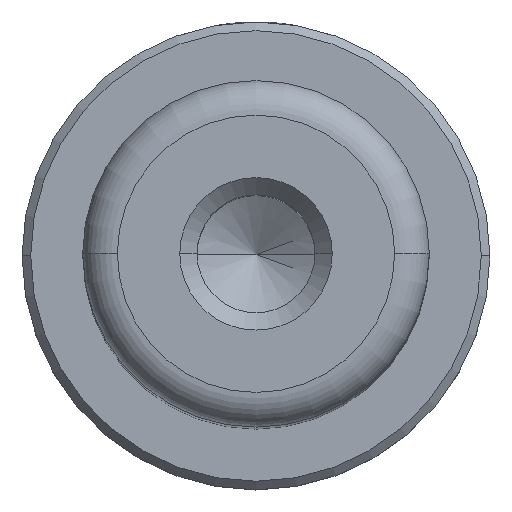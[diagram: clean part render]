
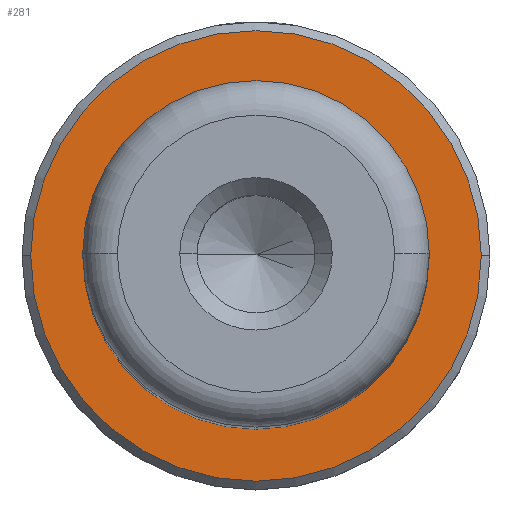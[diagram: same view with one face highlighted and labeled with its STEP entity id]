
A CAD part, top view. The second image highlights one B-rep face of the part: STEP entity #281.
In plain terms, the highlighted planar face has unit normal (0, 0, 1).
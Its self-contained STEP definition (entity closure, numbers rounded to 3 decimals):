
#32 = CARTESIAN_POINT ( 'NONE',  ( 13., 0., 18. ) ) ;
#72 = CIRCLE ( 'NONE', #2081, 9.5 ) ;
#78 = CIRCLE ( 'NONE', #1082, 9.5 ) ;
#120 = EDGE_LOOP ( 'NONE', ( #212, #1638 ) ) ;
#128 = DIRECTION ( 'NONE',  ( 0., 0., -1. ) ) ;
#159 = VERTEX_POINT ( 'NONE', #2105 ) ;
#165 = AXIS2_PLACEMENT_3D ( 'NONE', #215, #1373, #401 ) ;
#169 = VERTEX_POINT ( 'NONE', #1988 ) ;
#195 = AXIS2_PLACEMENT_3D ( 'NONE', #1742, #1703, #1699 ) ;
#212 = ORIENTED_EDGE ( 'NONE', *, *, #869, .T. ) ;
#215 = CARTESIAN_POINT ( 'NONE',  ( 0., 0., 18. ) ) ;
#250 = FACE_OUTER_BOUND ( 'NONE', #120, .T. ) ;
#281 = ADVANCED_FACE ( 'NONE', ( #250, #328 ), #1715, .T. ) ;
#283 = EDGE_LOOP ( 'NONE', ( #833, #422 ) ) ;
#328 = FACE_BOUND ( 'NONE', #283, .T. ) ;
#359 = EDGE_CURVE ( 'NONE', #159, #169, #78, .T. ) ;
#401 = DIRECTION ( 'NONE',  ( 1., 0., 0. ) ) ;
#422 = ORIENTED_EDGE ( 'NONE', *, *, #1718, .T. ) ;
#624 = DIRECTION ( 'NONE',  ( 0., 0., 1. ) ) ;
#630 = CARTESIAN_POINT ( 'NONE',  ( 0., 0., 18. ) ) ;
#792 = CARTESIAN_POINT ( 'NONE',  ( -13., 0., 18. ) ) ;
#833 = ORIENTED_EDGE ( 'NONE', *, *, #359, .T. ) ;
#869 = EDGE_CURVE ( 'NONE', #1733, #1057, #1483, .T. ) ;
#1057 = VERTEX_POINT ( 'NONE', #32 ) ;
#1082 = AXIS2_PLACEMENT_3D ( 'NONE', #1380, #1442, #1367 ) ;
#1121 = CARTESIAN_POINT ( 'NONE',  ( 0., 0., 18. ) ) ;
#1295 = DIRECTION ( 'NONE',  ( -1., 0., 0. ) ) ;
#1367 = DIRECTION ( 'NONE',  ( -1., 0., 0. ) ) ;
#1373 = DIRECTION ( 'NONE',  ( 0., 0., 1. ) ) ;
#1380 = CARTESIAN_POINT ( 'NONE',  ( 0., 0., 18. ) ) ;
#1434 = DIRECTION ( 'NONE',  ( 1., 0., 0. ) ) ;
#1442 = DIRECTION ( 'NONE',  ( 0., 0., -1. ) ) ;
#1477 = AXIS2_PLACEMENT_3D ( 'NONE', #630, #624, #1434 ) ;
#1483 = CIRCLE ( 'NONE', #1477, 13. ) ;
#1638 = ORIENTED_EDGE ( 'NONE', *, *, #1946, .T. ) ;
#1699 = DIRECTION ( 'NONE',  ( 1., 0., 0. ) ) ;
#1703 = DIRECTION ( 'NONE',  ( 0., 0., 1. ) ) ;
#1715 = PLANE ( 'NONE',  #195 ) ;
#1718 = EDGE_CURVE ( 'NONE', #169, #159, #72, .T. ) ;
#1733 = VERTEX_POINT ( 'NONE', #792 ) ;
#1742 = CARTESIAN_POINT ( 'NONE',  ( 0., 0., 18. ) ) ;
#1946 = EDGE_CURVE ( 'NONE', #1057, #1733, #1987, .T. ) ;
#1987 = CIRCLE ( 'NONE', #165, 13. ) ;
#1988 = CARTESIAN_POINT ( 'NONE',  ( 9.5, 0., 18. ) ) ;
#2081 = AXIS2_PLACEMENT_3D ( 'NONE', #1121, #128, #1295 ) ;
#2105 = CARTESIAN_POINT ( 'NONE',  ( -9.5, 0., 18. ) ) ;
